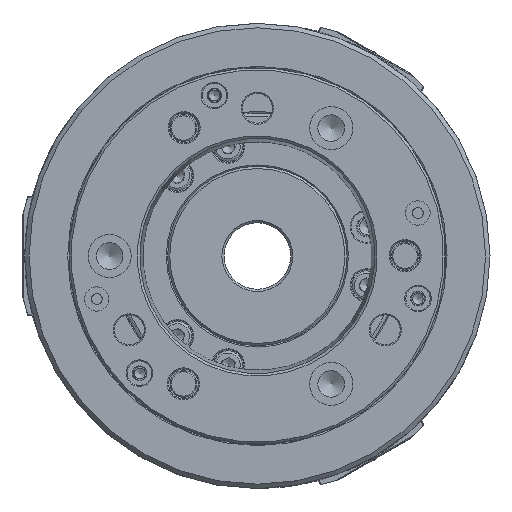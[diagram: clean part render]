
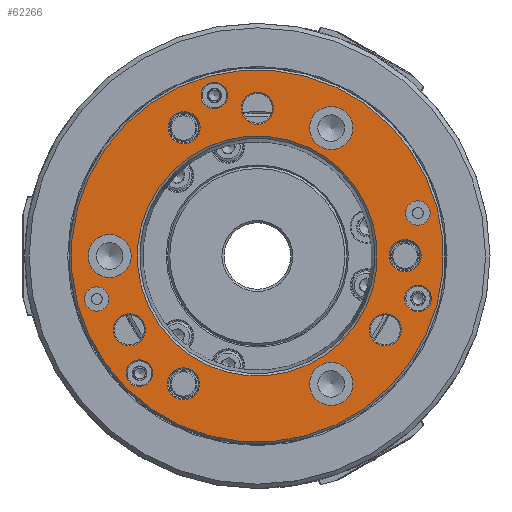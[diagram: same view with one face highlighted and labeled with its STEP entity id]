
A CAD part, left-side view. The second image highlights one B-rep face of the part: STEP entity #62266.
In plain terms, the highlighted planar face has unit normal (-1, 0, 0).
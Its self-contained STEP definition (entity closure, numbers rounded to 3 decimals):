
#10584=PLANE('',#64904);
#12488=ORIENTED_EDGE('',*,*,#25658,.T.);
#12489=ORIENTED_EDGE('',*,*,#25654,.T.);
#12490=ORIENTED_EDGE('',*,*,#25707,.T.);
#12491=ORIENTED_EDGE('',*,*,#25703,.T.);
#12492=ORIENTED_EDGE('',*,*,#25708,.F.);
#12493=ORIENTED_EDGE('',*,*,#25710,.F.);
#12494=ORIENTED_EDGE('',*,*,#25685,.F.);
#12495=ORIENTED_EDGE('',*,*,#25686,.F.);
#12496=ORIENTED_EDGE('',*,*,#25687,.F.);
#12497=ORIENTED_EDGE('',*,*,#25688,.F.);
#12498=ORIENTED_EDGE('',*,*,#25689,.F.);
#12499=ORIENTED_EDGE('',*,*,#25690,.F.);
#12500=ORIENTED_EDGE('',*,*,#25691,.F.);
#12501=ORIENTED_EDGE('',*,*,#25692,.F.);
#12502=ORIENTED_EDGE('',*,*,#25647,.T.);
#12503=ORIENTED_EDGE('',*,*,#25643,.T.);
#25643=EDGE_CURVE('',#32279,#32279,#36753,.T.);
#25647=EDGE_CURVE('',#32283,#32283,#36757,.T.);
#25654=EDGE_CURVE('',#32291,#32291,#36764,.T.);
#25658=EDGE_CURVE('',#32296,#32296,#36768,.T.);
#25685=EDGE_CURVE('',#32323,#32323,#36795,.T.);
#25686=EDGE_CURVE('',#32324,#32324,#36796,.T.);
#25687=EDGE_CURVE('',#32325,#32325,#36797,.T.);
#25688=EDGE_CURVE('',#32326,#32326,#36798,.T.);
#25689=EDGE_CURVE('',#32327,#32327,#36799,.T.);
#25690=EDGE_CURVE('',#32328,#32328,#36800,.T.);
#25691=EDGE_CURVE('',#32329,#32329,#36801,.T.);
#25692=EDGE_CURVE('',#32330,#32330,#36802,.T.);
#25703=EDGE_CURVE('',#32334,#32334,#36812,.T.);
#25707=EDGE_CURVE('',#32338,#32338,#36816,.T.);
#25708=EDGE_CURVE('',#32339,#32339,#36817,.T.);
#25710=EDGE_CURVE('',#32342,#32342,#36819,.T.);
#32279=VERTEX_POINT('',#81321);
#32283=VERTEX_POINT('',#81332);
#32291=VERTEX_POINT('',#81352);
#32296=VERTEX_POINT('',#81365);
#32323=VERTEX_POINT('',#81437);
#32324=VERTEX_POINT('',#81440);
#32325=VERTEX_POINT('',#81443);
#32326=VERTEX_POINT('',#81446);
#32327=VERTEX_POINT('',#81449);
#32328=VERTEX_POINT('',#81452);
#32329=VERTEX_POINT('',#81455);
#32330=VERTEX_POINT('',#81458);
#32334=VERTEX_POINT('',#81486);
#32338=VERTEX_POINT('',#81497);
#32339=VERTEX_POINT('',#81500);
#32342=VERTEX_POINT('',#81509);
#36753=CIRCLE('',#64782,5.5);
#36757=CIRCLE('',#64789,5.5);
#36764=CIRCLE('',#64801,9.73);
#36768=CIRCLE('',#64809,9.73);
#36795=CIRCLE('',#64854,6.);
#36796=CIRCLE('',#64856,6.);
#36797=CIRCLE('',#64858,7.25);
#36798=CIRCLE('',#64860,7.25);
#36799=CIRCLE('',#64862,7.25);
#36800=CIRCLE('',#64864,7.25);
#36801=CIRCLE('',#64866,7.25);
#36802=CIRCLE('',#64868,7.25);
#36812=CIRCLE('',#64888,84.);
#36816=CIRCLE('',#64895,9.73);
#36817=CIRCLE('',#64897,54.185);
#36819=CIRCLE('',#64903,6.);
#38135=EDGE_LOOP('',(#12488));
#38136=EDGE_LOOP('',(#12489));
#38137=EDGE_LOOP('',(#12490));
#38138=EDGE_LOOP('',(#12491));
#38139=EDGE_LOOP('',(#12492));
#38140=EDGE_LOOP('',(#12493));
#38141=EDGE_LOOP('',(#12494));
#38142=EDGE_LOOP('',(#12495));
#38143=EDGE_LOOP('',(#12496));
#38144=EDGE_LOOP('',(#12497));
#38145=EDGE_LOOP('',(#12498));
#38146=EDGE_LOOP('',(#12499));
#38147=EDGE_LOOP('',(#12500));
#38148=EDGE_LOOP('',(#12501));
#38149=EDGE_LOOP('',(#12502));
#38150=EDGE_LOOP('',(#12503));
#41176=FACE_BOUND('',#38135,.T.);
#41177=FACE_BOUND('',#38136,.T.);
#41178=FACE_BOUND('',#38137,.T.);
#41179=FACE_BOUND('',#38138,.T.);
#41180=FACE_BOUND('',#38139,.T.);
#41181=FACE_BOUND('',#38140,.T.);
#41182=FACE_BOUND('',#38141,.T.);
#41183=FACE_BOUND('',#38142,.T.);
#41184=FACE_BOUND('',#38143,.T.);
#41185=FACE_BOUND('',#38144,.T.);
#41186=FACE_BOUND('',#38145,.T.);
#41187=FACE_BOUND('',#38146,.T.);
#41188=FACE_BOUND('',#38147,.T.);
#41189=FACE_BOUND('',#38148,.T.);
#41190=FACE_BOUND('',#38149,.T.);
#41191=FACE_BOUND('',#38150,.T.);
#62266=ADVANCED_FACE('',(#41176,#41177,#41178,#41179,#41180,#41181,#41182,
#41183,#41184,#41185,#41186,#41187,#41188,#41189,#41190,#41191),#10584,
 .T.);
#64782=AXIS2_PLACEMENT_3D('',#81320,#68740,#68741);
#64789=AXIS2_PLACEMENT_3D('',#81331,#68754,#68755);
#64801=AXIS2_PLACEMENT_3D('',#81351,#68778,#68779);
#64809=AXIS2_PLACEMENT_3D('',#81364,#68794,#68795);
#64854=AXIS2_PLACEMENT_3D('',#81436,#68884,#68885);
#64856=AXIS2_PLACEMENT_3D('',#81439,#68888,#68889);
#64858=AXIS2_PLACEMENT_3D('',#81442,#68892,#68893);
#64860=AXIS2_PLACEMENT_3D('',#81445,#68896,#68897);
#64862=AXIS2_PLACEMENT_3D('',#81448,#68900,#68901);
#64864=AXIS2_PLACEMENT_3D('',#81451,#68904,#68905);
#64866=AXIS2_PLACEMENT_3D('',#81454,#68908,#68909);
#64868=AXIS2_PLACEMENT_3D('',#81457,#68912,#68913);
#64888=AXIS2_PLACEMENT_3D('',#81485,#68952,#68953);
#64895=AXIS2_PLACEMENT_3D('',#81496,#68966,#68967);
#64897=AXIS2_PLACEMENT_3D('',#81499,#68970,#68971);
#64903=AXIS2_PLACEMENT_3D('',#81508,#68982,#68983);
#64904=AXIS2_PLACEMENT_3D('',#81510,#68984,#68985);
#68740=DIRECTION('',(1.,0.,0.));
#68741=DIRECTION('',(0.,-0.259,-0.966));
#68754=DIRECTION('',(1.,0.,0.));
#68755=DIRECTION('',(0.,-0.259,-0.966));
#68778=DIRECTION('',(1.,0.,0.));
#68779=DIRECTION('',(0.,-0.259,-0.966));
#68794=DIRECTION('',(1.,0.,0.));
#68795=DIRECTION('',(0.,-0.259,-0.966));
#68884=DIRECTION('',(-1.,0.,0.));
#68885=DIRECTION('',(0.,-0.259,-0.966));
#68888=DIRECTION('',(-1.,0.,0.));
#68889=DIRECTION('',(0.,-0.259,-0.966));
#68892=DIRECTION('',(-1.,0.,0.));
#68893=DIRECTION('',(0.,-0.259,-0.966));
#68896=DIRECTION('',(-1.,0.,0.));
#68897=DIRECTION('',(0.,-0.259,-0.966));
#68900=DIRECTION('',(-1.,0.,0.));
#68901=DIRECTION('',(0.,-0.259,-0.966));
#68904=DIRECTION('',(-1.,0.,0.));
#68905=DIRECTION('',(0.,-0.259,-0.966));
#68908=DIRECTION('',(-1.,0.,0.));
#68909=DIRECTION('',(0.,-0.259,-0.966));
#68912=DIRECTION('',(-1.,0.,0.));
#68913=DIRECTION('',(0.,-0.259,-0.966));
#68952=DIRECTION('',(-1.,0.,0.));
#68953=DIRECTION('',(0.,-0.259,-0.966));
#68966=DIRECTION('',(1.,0.,0.));
#68967=DIRECTION('',(0.,-0.259,-0.966));
#68970=DIRECTION('',(-1.,0.,0.));
#68971=DIRECTION('',(0.,-0.259,-0.966));
#68982=DIRECTION('',(-1.,0.,0.));
#68983=DIRECTION('',(0.,-0.259,-0.966));
#68984=DIRECTION('',(-1.,0.,0.));
#68985=DIRECTION('',(0.,-0.259,-0.966));
#81320=CARTESIAN_POINT('',(-103.,72.444,-19.411));
#81321=CARTESIAN_POINT('',(-103.,71.021,-24.724));
#81331=CARTESIAN_POINT('',(-103.,-72.444,19.411));
#81332=CARTESIAN_POINT('',(-103.,-73.868,14.099));
#81351=CARTESIAN_POINT('',(-103.,-33.337,57.742));
#81352=CARTESIAN_POINT('',(-103.,-35.856,48.344));
#81364=CARTESIAN_POINT('',(-103.,66.675,0.));
#81365=CARTESIAN_POINT('',(-103.,64.157,-9.398));
#81436=CARTESIAN_POINT('',(-103.,53.201,-52.864));
#81437=CARTESIAN_POINT('',(-103.,51.648,-58.66));
#81439=CARTESIAN_POINT('',(-103.,19.411,72.444));
#81440=CARTESIAN_POINT('',(-103.,17.859,66.649));
#81442=CARTESIAN_POINT('',(-103.,0.,66.677));
#81443=CARTESIAN_POINT('',(-103.,-1.876,59.674));
#81445=CARTESIAN_POINT('',(-103.,33.074,57.904));
#81446=CARTESIAN_POINT('',(-103.,31.197,50.901));
#81448=CARTESIAN_POINT('',(-103.,57.756,-33.314));
#81449=CARTESIAN_POINT('',(-103.,55.879,-40.317));
#81451=CARTESIAN_POINT('',(-103.,33.337,-57.742));
#81452=CARTESIAN_POINT('',(-103.,31.461,-64.745));
#81454=CARTESIAN_POINT('',(-103.,-57.742,-33.337));
#81455=CARTESIAN_POINT('',(-103.,-59.619,-40.34));
#81457=CARTESIAN_POINT('',(-103.,-66.675,0.178));
#81458=CARTESIAN_POINT('',(-103.,-68.551,-6.825));
#81485=CARTESIAN_POINT('',(-103.,0.,0.));
#81486=CARTESIAN_POINT('',(-103.,-21.741,-81.138));
#81496=CARTESIAN_POINT('',(-103.,-33.338,-57.742));
#81497=CARTESIAN_POINT('',(-103.,-35.856,-67.141));
#81499=CARTESIAN_POINT('',(-103.,0.,0.));
#81500=CARTESIAN_POINT('',(-103.,-14.024,-52.339));
#81508=CARTESIAN_POINT('',(-103.,-72.506,-19.181));
#81509=CARTESIAN_POINT('',(-103.,-74.059,-24.977));
#81510=CARTESIAN_POINT('',(-103.,-13.765,-51.373));
